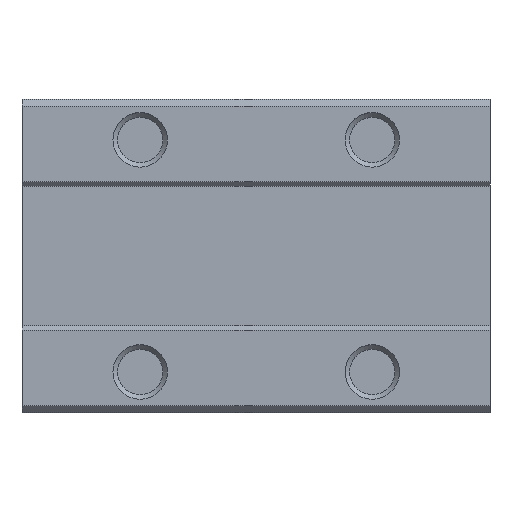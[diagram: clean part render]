
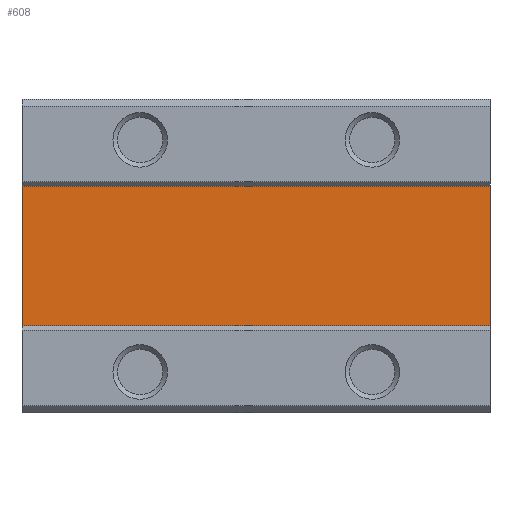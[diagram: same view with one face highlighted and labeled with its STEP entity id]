
A CAD part, top view. The second image highlights one B-rep face of the part: STEP entity #608.
In plain terms, the highlighted planar face has unit normal (0, 0, 1).
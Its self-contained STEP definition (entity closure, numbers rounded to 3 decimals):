
#93=FACE_OUTER_BOUND('',#128,.T.);
#128=EDGE_LOOP('',(#537,#538,#539,#540));
#152=LINE('',#987,#215);
#180=LINE('',#1048,#243);
#203=LINE('',#1120,#266);
#208=LINE('',#1130,#271);
#215=VECTOR('',#789,10.);
#243=VECTOR('',#823,10.);
#266=VECTOR('',#916,1.);
#271=VECTOR('',#931,1.);
#278=VERTEX_POINT('',#984);
#279=VERTEX_POINT('',#986);
#308=VERTEX_POINT('',#1045);
#309=VERTEX_POINT('',#1047);
#328=EDGE_CURVE('',#278,#279,#152,.T.);
#358=EDGE_CURVE('',#308,#309,#180,.T.);
#393=EDGE_CURVE('',#309,#278,#203,.T.);
#398=EDGE_CURVE('',#308,#279,#208,.T.);
#537=ORIENTED_EDGE('',*,*,#393,.F.);
#538=ORIENTED_EDGE('',*,*,#358,.F.);
#539=ORIENTED_EDGE('',*,*,#398,.T.);
#540=ORIENTED_EDGE('',*,*,#328,.F.);
#575=PLANE('',#758);
#608=ADVANCED_FACE('',(#93),#575,.T.);
#758=AXIS2_PLACEMENT_3D('',#1129,#929,#930);
#789=DIRECTION('',(0.,-1.,0.));
#823=DIRECTION('',(0.,1.,0.));
#916=DIRECTION('',(1.,0.,0.));
#929=DIRECTION('center_axis',(0.,0.,1.));
#930=DIRECTION('ref_axis',(1.,0.,0.));
#931=DIRECTION('',(1.,0.,0.));
#984=CARTESIAN_POINT('',(157.644,6.,12.6));
#986=CARTESIAN_POINT('',(157.644,-6.,12.6));
#987=CARTESIAN_POINT('',(157.644,0.5,12.6));
#1045=CARTESIAN_POINT('',(117.316,-6.,12.6));
#1047=CARTESIAN_POINT('',(117.316,6.,12.6));
#1048=CARTESIAN_POINT('',(117.316,-0.008,12.6));
#1120=CARTESIAN_POINT('',(121.3,6.,12.6));
#1129=CARTESIAN_POINT('Origin',(121.3,0.,12.6));
#1130=CARTESIAN_POINT('',(121.3,-6.,12.6));
